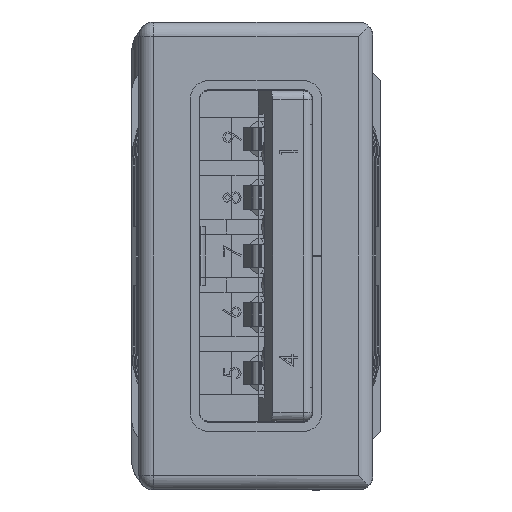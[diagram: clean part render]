
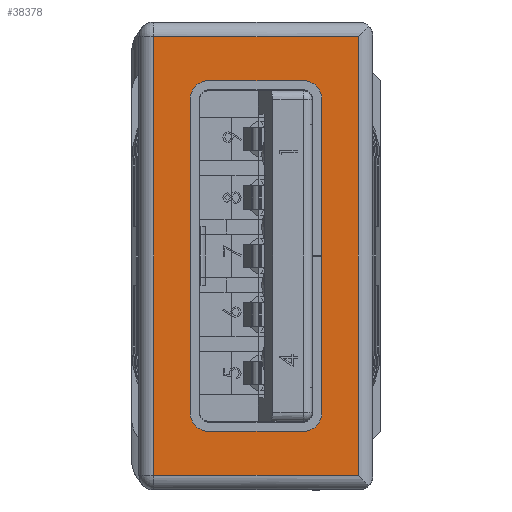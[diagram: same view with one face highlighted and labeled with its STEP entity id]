
A CAD part, left-side view. The second image highlights one B-rep face of the part: STEP entity #38378.
In plain terms, the highlighted face is planar.
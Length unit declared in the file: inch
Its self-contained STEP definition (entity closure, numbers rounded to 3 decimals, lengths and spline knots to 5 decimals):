
#2038 = VERTEX_POINT ( 'NONE', #86651 ) ;
#5641 = CARTESIAN_POINT ( 'NONE',  ( -0.21102, 0.06339, -0.47244 ) ) ;
#6329 = LINE ( 'NONE', #89593, #65460 ) ;
#6916 = FACE_BOUND ( 'NONE', #7977, .T. ) ;
#7608 = DIRECTION ( 'NONE',  ( 1., 0., 0. ) ) ;
#7977 = EDGE_LOOP ( 'NONE', ( #10083, #90674, #56519, #59043, #31635, #63720, #62638, #51676 ) ) ;
#9422 = DIRECTION ( 'NONE',  ( -1., 0., 0. ) ) ;
#9776 = EDGE_CURVE ( 'NONE', #54697, #11541, #42920, .T. ) ;
#10083 = ORIENTED_EDGE ( 'NONE', *, *, #50033, .F. ) ;
#10370 = VECTOR ( 'NONE', #96013, 39.37008 ) ;
#11541 = VERTEX_POINT ( 'NONE', #36161 ) ;
#11976 = LINE ( 'NONE', #14992, #49684 ) ;
#13716 = DIRECTION ( 'NONE',  ( -1., 0., 0. ) ) ;
#14561 = VECTOR ( 'NONE', #26993, 39.37008 ) ;
#14670 = VECTOR ( 'NONE', #60333, 39.37008 ) ;
#14992 = CARTESIAN_POINT ( 'NONE',  ( 0.23622, -0.06339, -0.47244 ) ) ;
#15317 = AXIS2_PLACEMENT_3D ( 'NONE', #5641, #61862, #13716 ) ;
#15590 = EDGE_CURVE ( 'NONE', #47960, #46250, #11976, .T. ) ;
#16741 = VECTOR ( 'NONE', #19131, 39.37008 ) ;
#19131 = DIRECTION ( 'NONE',  ( -1., 0., 0. ) ) ;
#20329 = CARTESIAN_POINT ( 'NONE',  ( -0.21102, -0.06339, -0.47244 ) ) ;
#20889 = VERTEX_POINT ( 'NONE', #74105 ) ;
#20948 = VERTEX_POINT ( 'NONE', #42283 ) ;
#23868 = AXIS2_PLACEMENT_3D ( 'NONE', #23955, #80269, #32059 ) ;
#23955 = CARTESIAN_POINT ( 'NONE',  ( 0.21102, 0.06339, -0.47244 ) ) ;
#26993 = DIRECTION ( 'NONE',  ( 1., 0., 0. ) ) ;
#28391 = DIRECTION ( 'NONE',  ( -1., 0., 0. ) ) ;
#29854 = EDGE_CURVE ( 'NONE', #80653, #90896, #35993, .T. ) ;
#30883 = EDGE_CURVE ( 'NONE', #2038, #47960, #90096, .T. ) ;
#31142 = CARTESIAN_POINT ( 'NONE',  ( -0.23622, 0.06339, -0.47244 ) ) ;
#31197 = DIRECTION ( 'NONE',  ( 0., 1., 0. ) ) ;
#31635 = ORIENTED_EDGE ( 'NONE', *, *, #44666, .F. ) ;
#31764 = LINE ( 'NONE', #63400, #10370 ) ;
#32059 = DIRECTION ( 'NONE',  ( -1., 0., 0. ) ) ;
#32179 = ORIENTED_EDGE ( 'NONE', *, *, #54451, .T. ) ;
#35993 = LINE ( 'NONE', #87741, #57315 ) ;
#35994 = LINE ( 'NONE', #83309, #14561 ) ;
#36161 = CARTESIAN_POINT ( 'NONE',  ( -0.23622, -0.06339, -0.47244 ) ) ;
#38080 = LINE ( 'NONE', #51058, #16741 ) ;
#38134 = ORIENTED_EDGE ( 'NONE', *, *, #29854, .T. ) ;
#38378 = ADVANCED_FACE ( '?1', ( #6916, #92703 ), #40642, .F. ) ;
#40642 = PLANE ( 'NONE',  #103912 ) ;
#40838 = ORIENTED_EDGE ( 'NONE', *, *, #97243, .T. ) ;
#42283 = CARTESIAN_POINT ( 'NONE',  ( -0.21102, 0.08858, -0.47244 ) ) ;
#42920 = LINE ( 'NONE', #104269, #85852 ) ;
#44351 = VERTEX_POINT ( 'NONE', #90458 ) ;
#44666 = EDGE_CURVE ( 'NONE', #95720, #2038, #35994, .T. ) ;
#46250 = VERTEX_POINT ( 'NONE', #90344 ) ;
#47753 = DIRECTION ( 'NONE',  ( 0., -1., 0. ) ) ;
#47960 = VERTEX_POINT ( 'NONE', #88288 ) ;
#49361 = DIRECTION ( 'NONE',  ( 0., -1., 0. ) ) ;
#49684 = VECTOR ( 'NONE', #31197, 39.37008 ) ;
#50033 = EDGE_CURVE ( 'NONE', #44351, #20948, #38080, .T. ) ;
#51058 = CARTESIAN_POINT ( 'NONE',  ( -0.21102, 0.08858, -0.47244 ) ) ;
#51676 = ORIENTED_EDGE ( 'NONE', *, *, #99602, .F. ) ;
#52262 = CARTESIAN_POINT ( 'NONE',  ( -0.31496, 0.1378, -0.47244 ) ) ;
#54451 = EDGE_CURVE ( 'NONE', #90896, #98409, #54897, .T. ) ;
#54697 = VERTEX_POINT ( 'NONE', #31142 ) ;
#54897 = LINE ( 'NONE', #52262, #14670 ) ;
#55705 = CIRCLE ( 'NONE', #77817, 0.0252 ) ;
#55734 = DIRECTION ( 'NONE',  ( 0., 0., 1. ) ) ;
#56519 = ORIENTED_EDGE ( 'NONE', *, *, #15590, .F. ) ;
#56558 = CARTESIAN_POINT ( 'NONE',  ( 0.29528, -0.1378, -0.47244 ) ) ;
#57315 = VECTOR ( 'NONE', #79663, 39.37008 ) ;
#57541 = DIRECTION ( 'NONE',  ( 0., 0., -1. ) ) ;
#59043 = ORIENTED_EDGE ( 'NONE', *, *, #30883, .F. ) ;
#60333 = DIRECTION ( 'NONE',  ( -1., 0., 0. ) ) ;
#61862 = DIRECTION ( 'NONE',  ( 0., 0., 1. ) ) ;
#62638 = ORIENTED_EDGE ( 'NONE', *, *, #9776, .F. ) ;
#63400 = CARTESIAN_POINT ( 'NONE',  ( 0.31496, -0.1378, -0.47244 ) ) ;
#63720 = ORIENTED_EDGE ( 'NONE', *, *, #104524, .F. ) ;
#65336 = CARTESIAN_POINT ( 'NONE',  ( -0.29528, 0.1378, -0.47244 ) ) ;
#65460 = VECTOR ( 'NONE', #49361, 39.37008 ) ;
#74105 = CARTESIAN_POINT ( 'NONE',  ( -0.29528, -0.1378, -0.47244 ) ) ;
#76124 = CARTESIAN_POINT ( 'NONE',  ( 0.29528, 0.1378, -0.47244 ) ) ;
#76228 = EDGE_CURVE ( 'NONE', #46250, #44351, #86492, .T. ) ;
#76630 = DIRECTION ( 'NONE',  ( 0., 0., 1. ) ) ;
#77817 = AXIS2_PLACEMENT_3D ( 'NONE', #20329, #76630, #28391 ) ;
#78625 = EDGE_CURVE ( 'NONE', #20889, #80653, #31764, .T. ) ;
#79663 = DIRECTION ( 'NONE',  ( 0., 1., 0. ) ) ;
#80269 = DIRECTION ( 'NONE',  ( 0., 0., 1. ) ) ;
#80653 = VERTEX_POINT ( 'NONE', #56558 ) ;
#82063 = ORIENTED_EDGE ( 'NONE', *, *, #78625, .T. ) ;
#83309 = CARTESIAN_POINT ( 'NONE',  ( -0.21102, -0.08858, -0.47244 ) ) ;
#83652 = AXIS2_PLACEMENT_3D ( 'NONE', #104171, #55734, #7608 ) ;
#84083 = CIRCLE ( 'NONE', #15317, 0.0252 ) ;
#84630 = CARTESIAN_POINT ( 'NONE',  ( -0.21102, -0.08858, -0.47244 ) ) ;
#85852 = VECTOR ( 'NONE', #47753, 39.37008 ) ;
#86492 = CIRCLE ( 'NONE', #23868, 0.0252 ) ;
#86651 = CARTESIAN_POINT ( 'NONE',  ( 0.21102, -0.08858, -0.47244 ) ) ;
#87741 = CARTESIAN_POINT ( 'NONE',  ( 0.29528, 0.15748, -0.47244 ) ) ;
#88288 = CARTESIAN_POINT ( 'NONE',  ( 0.23622, -0.06339, -0.47244 ) ) ;
#89593 = CARTESIAN_POINT ( 'NONE',  ( -0.29528, -0.15748, -0.47244 ) ) ;
#89696 = CARTESIAN_POINT ( 'NONE',  ( 0.31496, 0.15748, -0.47244 ) ) ;
#90096 = CIRCLE ( 'NONE', #83652, 0.0252 ) ;
#90344 = CARTESIAN_POINT ( 'NONE',  ( 0.23622, 0.06339, -0.47244 ) ) ;
#90458 = CARTESIAN_POINT ( 'NONE',  ( 0.21102, 0.08858, -0.47244 ) ) ;
#90674 = ORIENTED_EDGE ( 'NONE', *, *, #76228, .F. ) ;
#90896 = VERTEX_POINT ( 'NONE', #76124 ) ;
#91706 = EDGE_LOOP ( 'NONE', ( #40838, #82063, #38134, #32179 ) ) ;
#92703 = FACE_OUTER_BOUND ( 'NONE', #91706, .T. ) ;
#95720 = VERTEX_POINT ( 'NONE', #84630 ) ;
#96013 = DIRECTION ( 'NONE',  ( 1., 0., 0. ) ) ;
#97243 = EDGE_CURVE ( 'NONE', #98409, #20889, #6329, .T. ) ;
#98409 = VERTEX_POINT ( 'NONE', #65336 ) ;
#99602 = EDGE_CURVE ( 'NONE', #20948, #54697, #84083, .T. ) ;
#103912 = AXIS2_PLACEMENT_3D ( 'NONE', #89696, #57541, #9422 ) ;
#104171 = CARTESIAN_POINT ( 'NONE',  ( 0.21102, -0.06339, -0.47244 ) ) ;
#104269 = CARTESIAN_POINT ( 'NONE',  ( -0.23622, -0.06339, -0.47244 ) ) ;
#104524 = EDGE_CURVE ( 'NONE', #11541, #95720, #55705, .T. ) ;
